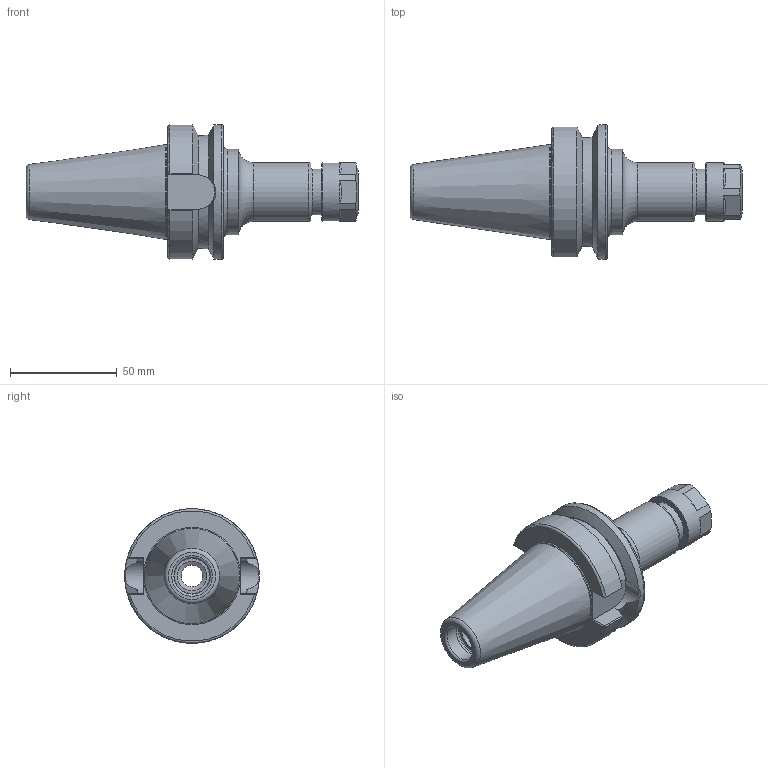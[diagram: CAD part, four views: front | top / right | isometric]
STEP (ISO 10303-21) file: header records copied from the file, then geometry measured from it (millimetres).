
FILE_DESCRIPTION(/* description */ (''),/* implementation_level */ '2;1');
FILE_NAME(/* name */ 'DBT40-SX10-090.stp',/* time_stamp */ '2019-06-20T09:55:34-05:00',/* author */ ('ldfli'),/* organization */ (''),/* preprocessor_version */ 'ST-DEVELOPER v18',/* originating_system */ 'Autodesk Inventor LT',/* authorisation */ '');
FILE_SCHEMA (('AUTOMOTIVE_DESIGN { 1 0 10303 214 3 1 1 }'));
Length unit declared in the file: millimetre
Products named in the file (1): DBT40-SX10-090
Bounding box: 155.4 x 63 x 63 mm (x, y, z)
Volume: 155865.8 mm3; surface area: 31989.7 mm2
Topology: 2 solids, 2 shells, 114 faces, 332 edges, 231 vertices
Faces by surface type: plane 45, cylinder 22, cone 19, torus 18, bspline 10
Full cylindrical faces by diameter (mm): 10.106 x1, 12.5 x1, 12.8 x1, 13.835 x1, 14.7 x1, 17 x1, 17.5 x1, 20.5 x1, 21.5 x1, 21.8 x1, 22.2 x1, 27.5 x2, 40 x1, 44.45 x1, 63 x1
Entity records: 4439 total; most frequent: CARTESIAN_POINT 1383, ORIENTED_EDGE 664, DIRECTION 631, EDGE_CURVE 332, AXIS2_PLACEMENT_3D 268, VERTEX_POINT 231, CIRCLE 163, EDGE_LOOP 127
